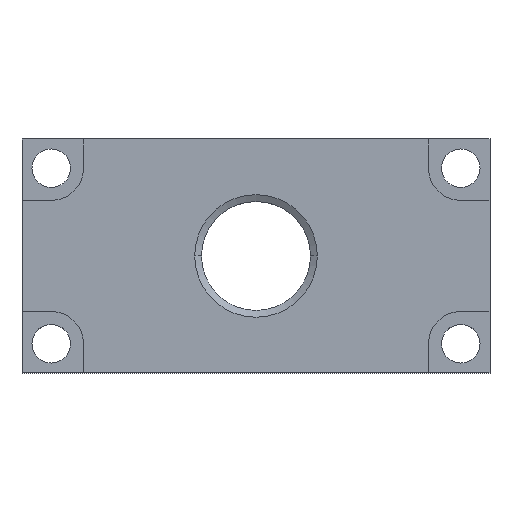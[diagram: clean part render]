
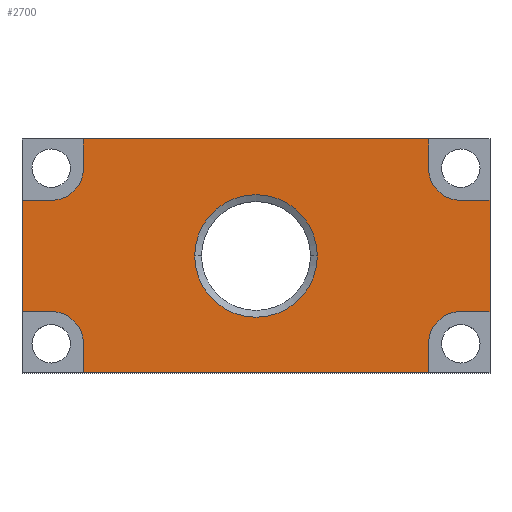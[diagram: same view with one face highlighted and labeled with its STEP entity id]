
A CAD part, top view. The second image highlights one B-rep face of the part: STEP entity #2700.
In plain terms, the highlighted planar face has unit normal (0, 0, 1).
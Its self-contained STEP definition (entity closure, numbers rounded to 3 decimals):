
#1160=CARTESIAN_POINT('',(0.,0.,10.));
#1170=DIRECTION('',(0.,0.,1.));
#1180=DIRECTION('',(1.,0.,0.));
#1190=AXIS2_PLACEMENT_3D('',#1160,#1170,#1180);
#1200=PLANE('',#1190);
#1210=CARTESIAN_POINT('',(40.,20.,10.));
#1220=DIRECTION('',(0.,0.,1.));
#1230=DIRECTION('',(1.,0.,0.));
#1240=AXIS2_PLACEMENT_3D('',#1210,#1220,#1230);
#1250=CIRCLE('',#1240,10.478);
#1260=CARTESIAN_POINT('',(50.478,20.,10.));
#1270=VERTEX_POINT('',#1260);
#1280=CARTESIAN_POINT('',(29.523,20.,10.));
#1290=VERTEX_POINT('',#1280);
#1300=EDGE_CURVE('',#1270,#1290,#1250,.T.);
#1310=ORIENTED_EDGE('',*,*,#1300,.F.);
#1320=EDGE_CURVE('',#1290,#1270,#1250,.T.);
#1330=ORIENTED_EDGE('',*,*,#1320,.F.);
#1340=EDGE_LOOP('',(#1330,#1310));
#1350=FACE_BOUND('',#1340,.T.);
#1360=CARTESIAN_POINT('',(0.,40.,10.));
#1370=DIRECTION('',(0.,-1.,0.));
#1380=VECTOR('',#1370,1.);
#1390=LINE('',#1360,#1380);
#1400=CARTESIAN_POINT('',(0.,29.5,10.));
#1410=VERTEX_POINT('',#1400);
#1420=CARTESIAN_POINT('',(0.,10.5,10.));
#1430=VERTEX_POINT('',#1420);
#1440=EDGE_CURVE('',#1410,#1430,#1390,.T.);
#1450=ORIENTED_EDGE('',*,*,#1440,.T.);
#1460=CARTESIAN_POINT('',(0.,29.5,10.));
#1470=DIRECTION('',(-1.,0.,0.));
#1480=VECTOR('',#1470,1.);
#1490=LINE('',#1460,#1480);
#1500=CARTESIAN_POINT('',(5.,29.5,10.));
#1510=VERTEX_POINT('',#1500);
#1520=EDGE_CURVE('',#1510,#1410,#1490,.T.);
#1530=ORIENTED_EDGE('',*,*,#1520,.T.);
#1540=CARTESIAN_POINT('',(5.,35.,10.));
#1550=DIRECTION('',(0.,0.,1.));
#1560=DIRECTION('',(1.,0.,0.));
#1570=AXIS2_PLACEMENT_3D('',#1540,#1550,#1560);
#1580=CIRCLE('',#1570,5.5);
#1590=CARTESIAN_POINT('',(10.5,35.,10.));
#1600=VERTEX_POINT('',#1590);
#1610=EDGE_CURVE('',#1510,#1600,#1580,.T.);
#1620=ORIENTED_EDGE('',*,*,#1610,.F.);
#1630=CARTESIAN_POINT('',(10.5,0.,10.));
#1640=DIRECTION('',(0.,-1.,0.));
#1650=VECTOR('',#1640,1.);
#1660=LINE('',#1630,#1650);
#1670=CARTESIAN_POINT('',(10.5,40.,10.));
#1680=VERTEX_POINT('',#1670);
#1690=EDGE_CURVE('',#1680,#1600,#1660,.T.);
#1700=ORIENTED_EDGE('',*,*,#1690,.T.);
#1710=CARTESIAN_POINT('',(80.,40.,10.));
#1720=DIRECTION('',(-1.,0.,0.));
#1730=VECTOR('',#1720,1.);
#1740=LINE('',#1710,#1730);
#1750=CARTESIAN_POINT('',(69.5,40.,10.));
#1760=VERTEX_POINT('',#1750);
#1770=EDGE_CURVE('',#1760,#1680,#1740,.T.);
#1780=ORIENTED_EDGE('',*,*,#1770,.T.);
#1790=CARTESIAN_POINT('',(69.5,0.,10.));
#1800=DIRECTION('',(0.,1.,0.));
#1810=VECTOR('',#1800,1.);
#1820=LINE('',#1790,#1810);
#1830=CARTESIAN_POINT('',(69.5,35.,10.));
#1840=VERTEX_POINT('',#1830);
#1850=EDGE_CURVE('',#1840,#1760,#1820,.T.);
#1860=ORIENTED_EDGE('',*,*,#1850,.T.);
#1870=CARTESIAN_POINT('',(75.,35.,10.));
#1880=DIRECTION('',(0.,0.,1.));
#1890=DIRECTION('',(1.,0.,0.));
#1900=AXIS2_PLACEMENT_3D('',#1870,#1880,#1890);
#1910=CIRCLE('',#1900,5.5);
#1920=CARTESIAN_POINT('',(75.,29.5,10.));
#1930=VERTEX_POINT('',#1920);
#1940=EDGE_CURVE('',#1840,#1930,#1910,.T.);
#1950=ORIENTED_EDGE('',*,*,#1940,.F.);
#1960=CARTESIAN_POINT('',(0.,29.5,10.));
#1970=DIRECTION('',(-1.,0.,0.));
#1980=VECTOR('',#1970,1.);
#1990=LINE('',#1960,#1980);
#2000=CARTESIAN_POINT('',(80.,29.5,10.));
#2010=VERTEX_POINT('',#2000);
#2020=EDGE_CURVE('',#2010,#1930,#1990,.T.);
#2030=ORIENTED_EDGE('',*,*,#2020,.T.);
#2040=CARTESIAN_POINT('',(80.,0.,10.));
#2050=DIRECTION('',(0.,1.,0.));
#2060=VECTOR('',#2050,1.);
#2070=LINE('',#2040,#2060);
#2080=CARTESIAN_POINT('',(80.,10.5,10.));
#2090=VERTEX_POINT('',#2080);
#2100=EDGE_CURVE('',#2090,#2010,#2070,.T.);
#2110=ORIENTED_EDGE('',*,*,#2100,.T.);
#2120=CARTESIAN_POINT('',(0.,10.5,10.));
#2130=DIRECTION('',(1.,0.,0.));
#2140=VECTOR('',#2130,1.);
#2150=LINE('',#2120,#2140);
#2160=CARTESIAN_POINT('',(75.,10.5,10.));
#2170=VERTEX_POINT('',#2160);
#2180=EDGE_CURVE('',#2170,#2090,#2150,.T.);
#2190=ORIENTED_EDGE('',*,*,#2180,.T.);
#2200=CARTESIAN_POINT('',(75.,5.,10.));
#2210=DIRECTION('',(0.,0.,1.));
#2220=DIRECTION('',(1.,0.,0.));
#2230=AXIS2_PLACEMENT_3D('',#2200,#2210,#2220);
#2240=CIRCLE('',#2230,5.5);
#2250=CARTESIAN_POINT('',(69.5,5.,10.));
#2260=VERTEX_POINT('',#2250);
#2270=EDGE_CURVE('',#2170,#2260,#2240,.T.);
#2280=ORIENTED_EDGE('',*,*,#2270,.F.);
#2290=CARTESIAN_POINT('',(69.5,0.,10.));
#2300=DIRECTION('',(0.,1.,0.));
#2310=VECTOR('',#2300,1.);
#2320=LINE('',#2290,#2310);
#2330=CARTESIAN_POINT('',(69.5,0.,10.));
#2340=VERTEX_POINT('',#2330);
#2350=EDGE_CURVE('',#2340,#2260,#2320,.T.);
#2360=ORIENTED_EDGE('',*,*,#2350,.T.);
#2370=CARTESIAN_POINT('',(0.,0.,10.));
#2380=DIRECTION('',(1.,0.,0.));
#2390=VECTOR('',#2380,1.);
#2400=LINE('',#2370,#2390);
#2410=CARTESIAN_POINT('',(10.5,0.,10.));
#2420=VERTEX_POINT('',#2410);
#2430=EDGE_CURVE('',#2420,#2340,#2400,.T.);
#2440=ORIENTED_EDGE('',*,*,#2430,.T.);
#2450=CARTESIAN_POINT('',(10.5,0.,10.));
#2460=DIRECTION('',(0.,-1.,0.));
#2470=VECTOR('',#2460,1.);
#2480=LINE('',#2450,#2470);
#2490=CARTESIAN_POINT('',(10.5,5.,10.));
#2500=VERTEX_POINT('',#2490);
#2510=EDGE_CURVE('',#2500,#2420,#2480,.T.);
#2520=ORIENTED_EDGE('',*,*,#2510,.T.);
#2530=CARTESIAN_POINT('',(5.,5.,10.));
#2540=DIRECTION('',(0.,0.,1.));
#2550=DIRECTION('',(1.,0.,0.));
#2560=AXIS2_PLACEMENT_3D('',#2530,#2540,#2550);
#2570=CIRCLE('',#2560,5.5);
#2580=CARTESIAN_POINT('',(5.,10.5,10.));
#2590=VERTEX_POINT('',#2580);
#2600=EDGE_CURVE('',#2500,#2590,#2570,.T.);
#2610=ORIENTED_EDGE('',*,*,#2600,.F.);
#2620=CARTESIAN_POINT('',(0.,10.5,10.));
#2630=DIRECTION('',(1.,0.,0.));
#2640=VECTOR('',#2630,1.);
#2650=LINE('',#2620,#2640);
#2660=EDGE_CURVE('',#1430,#2590,#2650,.T.);
#2670=ORIENTED_EDGE('',*,*,#2660,.T.);
#2680=EDGE_LOOP('',(#2670,#2610,#2520,#2440,#2360,#2280,#2190,#2110,
#2030,#1950,#1860,#1780,#1700,#1620,#1530,#1450));
#2690=FACE_OUTER_BOUND('',#2680,.T.);
#2700=ADVANCED_FACE('',(#1350,#2690),#1200,.T.);
